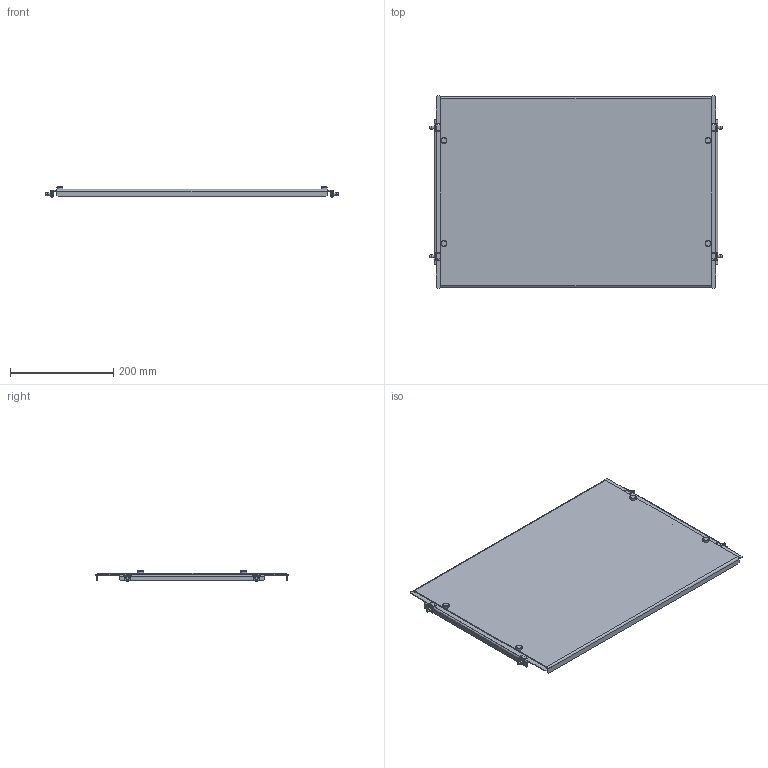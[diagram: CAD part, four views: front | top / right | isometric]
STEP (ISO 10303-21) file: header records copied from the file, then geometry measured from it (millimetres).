
FILE_DESCRIPTION(('STEP AP214'),'1');
FILE_NAME('cctmp_DB439C6A-02DA-4559-9B5C-2704213D09B0_2024_01_30_10_09_34_0761..stp','2024-01-30T09:09:35',('SIEMENS A&D'),('CADClick - www.CADClick.com'),'Spatial InterOp 3D',' ','unknown authorization');
FILE_SCHEMA(('AUTOMOTIVE_DESIGN'));
Length unit declared in the file: millimetre
Products named in the file (12): cc_unnamed; 2024_01_30_10_09_34_0745; 2024_01_30_10_09_34_0714; 2024_01_30_10_09_34_0683; 2024_01_30_10_09_34_0650; 2024_01_30_10_09_34_0619; 2024_01_30_10_09_34_0588; 2024_01_30_10_09_34_0556; 2024_01_30_10_09_34_0525; 2024_01_30_10_09_34_0494; 2024_01_30_10_09_34_0463; 2024_01_30_10_09_34_0431
Assembly tree (11 placements, depth 2):
  cc_unnamed
    2024_01_30_10_09_34_0745
    2024_01_30_10_09_34_0714
    2024_01_30_10_09_34_0683
    2024_01_30_10_09_34_0650
    2024_01_30_10_09_34_0619
    2024_01_30_10_09_34_0588
    2024_01_30_10_09_34_0556
    2024_01_30_10_09_34_0525
    2024_01_30_10_09_34_0494
    2024_01_30_10_09_34_0463
    2024_01_30_10_09_34_0431
Bounding box: 567 x 373 x 20.25 mm (x, y, z)
Volume: 453564.9 mm3; surface area: 470116.2 mm2
Topology: 11 solids, 11 shells, 270 faces, 696 edges, 448 vertices
Faces by surface type: plane 158, cylinder 80, cone 32
Entity records: 10741 total; most frequent: DIRECTION 1460, CARTESIAN_POINT 1426, ORIENTED_EDGE 1392, EDGE_CURVE 696, LINE 496, VECTOR 496, AXIS2_PLACEMENT_3D 482, VERTEX_POINT 448
